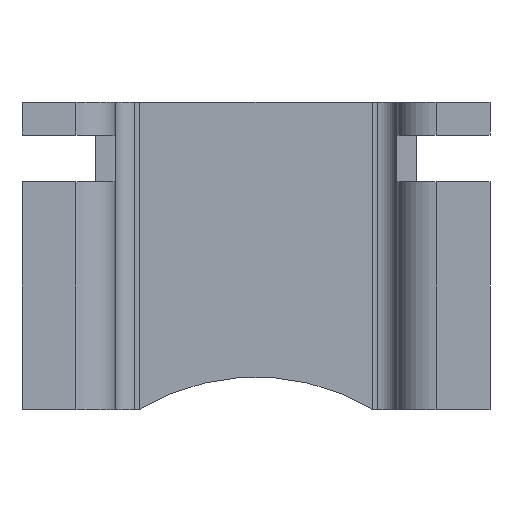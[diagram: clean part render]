
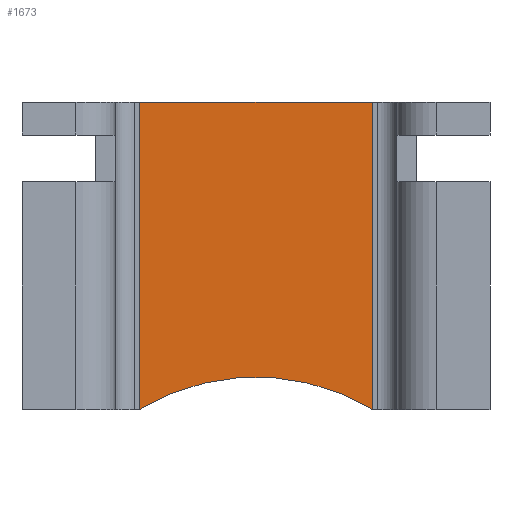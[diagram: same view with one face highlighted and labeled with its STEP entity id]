
A CAD part, front view. The second image highlights one B-rep face of the part: STEP entity #1673.
In plain terms, the highlighted face is planar.
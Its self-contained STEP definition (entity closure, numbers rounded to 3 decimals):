
#1557=DIRECTION('',(0.,1.,0.));
#1558=VECTOR('',#1557,6.6);
#1559=CARTESIAN_POINT('',(-2.5,-3.3,0.66));
#1560=LINE('',#1559,#1558);
#1561=DIRECTION('',(1.,0.,0.));
#1562=VECTOR('',#1561,5.);
#1563=CARTESIAN_POINT('',(-2.5,3.3,0.66));
#1564=LINE('',#1563,#1562);
#1565=DIRECTION('',(0.,-1.,0.));
#1566=VECTOR('',#1565,6.6);
#1567=CARTESIAN_POINT('',(2.5,3.3,0.66));
#1568=LINE('',#1567,#1566);
#1569=CARTESIAN_POINT('',(0.,-7.414,0.66));
#1570=DIRECTION('',(0.,0.,1.));
#1571=DIRECTION('',(0.519,0.855,0.));
#1572=AXIS2_PLACEMENT_3D('',#1569,#1570,#1571);
#1582=CARTESIAN_POINT('',(-2.5,3.3,0.66));
#1583=VERTEX_POINT('',#1582);
#1584=CARTESIAN_POINT('',(-2.5,-3.3,0.66));
#1585=VERTEX_POINT('',#1584);
#1586=CARTESIAN_POINT('',(2.5,3.3,0.66));
#1587=VERTEX_POINT('',#1586);
#1588=CARTESIAN_POINT('',(2.5,-3.3,0.66));
#1589=VERTEX_POINT('',#1588);
#1662=CARTESIAN_POINT('',(0.,0.,0.66));
#1663=DIRECTION('',(0.,0.,1.));
#1664=DIRECTION('',(1.,0.,0.));
#1665=AXIS2_PLACEMENT_3D('',#1662,#1663,#1664);
#1666=PLANE('',#1665);
#1667=ORIENTED_EDGE('',*,*,#1614,.T.);
#1668=ORIENTED_EDGE('',*,*,#1629,.T.);
#1669=ORIENTED_EDGE('',*,*,#1642,.T.);
#1670=ORIENTED_EDGE('',*,*,#1656,.T.);
#1671=EDGE_LOOP('',(#1667,#1668,#1669,#1670));
#1672=FACE_OUTER_BOUND('',#1671,.F.);
#1673=ADVANCED_FACE('',(#1672),#1666,.T.);
#1573=CIRCLE('',#1572,4.814);
#1614=EDGE_CURVE('',#1585,#1583,#1560,.T.);
#1629=EDGE_CURVE('',#1583,#1587,#1564,.T.);
#1642=EDGE_CURVE('',#1587,#1589,#1568,.T.);
#1656=EDGE_CURVE('',#1589,#1585,#1573,.T.);
